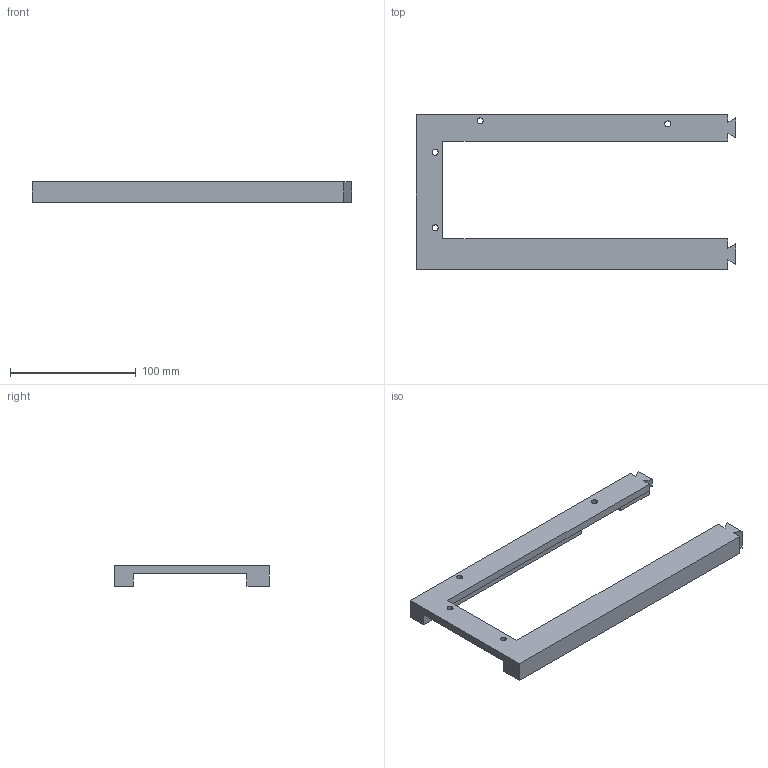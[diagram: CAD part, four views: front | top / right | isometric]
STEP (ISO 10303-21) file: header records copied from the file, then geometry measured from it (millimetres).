
FILE_DESCRIPTION(/* description */ (''),/* implementation_level */ '2;1');
FILE_NAME(/* name */ 'cover plate right side part 3_.step',/* time_stamp */ '2024-04-02T23:07:09-05:00',/* author */ (''),/* organization */ (''),/* preprocessor_version */ 'ST-DEVELOPER v20',/* originating_system */ 'Autodesk Translation Framework v12.20.1.177',/* authorisation */ '');
FILE_SCHEMA (('AUTOMOTIVE_DESIGN { 1 0 10303 214 3 1 1 }'));
Length unit declared in the file: inch
Products named in the file (1): cover plate right side part 3
Bounding box: 254 x 123.19 x 16.35 mm (x, y, z)
Volume: 157962.1 mm3; surface area: 44825.2 mm2
Topology: 1 solids, 1 shells, 34 faces, 93 edges, 62 vertices
Faces by surface type: plane 29, cylinder 5
Full cylindrical faces by diameter (mm): 4.826 x4, 8.001 x1
Entity records: 1118 total; most frequent: CARTESIAN_POINT 190, ORIENTED_EDGE 186, DIRECTION 173, EDGE_CURVE 93, LINE 83, VECTOR 83, VERTEX_POINT 62, AXIS2_PLACEMENT_3D 45
